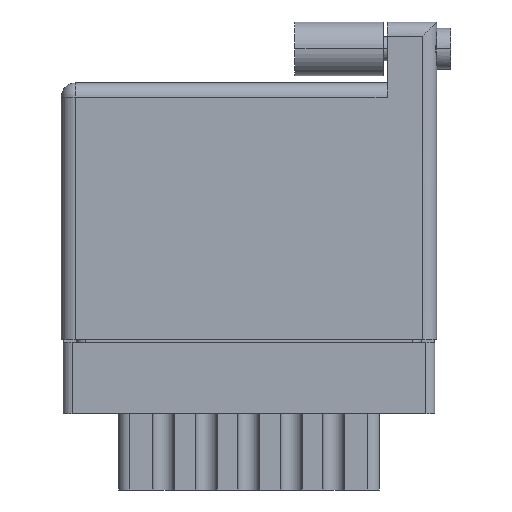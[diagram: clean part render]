
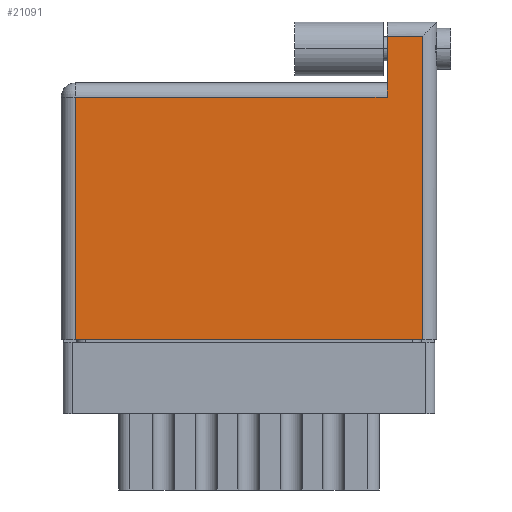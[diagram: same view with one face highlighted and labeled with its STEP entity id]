
A CAD part, front view. The second image highlights one B-rep face of the part: STEP entity #21091.
In plain terms, the highlighted face is planar.
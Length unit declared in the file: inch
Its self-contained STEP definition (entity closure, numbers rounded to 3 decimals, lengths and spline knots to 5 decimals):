
#372 = FACE_OUTER_BOUND ( 'NONE', #3003, .T. ) ;
#843 = LINE ( 'NONE', #6976, #19032 ) ;
#1350 = LINE ( 'NONE', #7023, #7391 ) ;
#1746 = PLANE ( 'NONE',  #21495 ) ;
#2366 = VERTEX_POINT ( 'NONE', #9681 ) ;
#2791 = VERTEX_POINT ( 'NONE', #10968 ) ;
#2910 = VERTEX_POINT ( 'NONE', #6091 ) ;
#3003 = EDGE_LOOP ( 'NONE', ( #3730, #19559, #9377, #5826, #10552, #13573 ) ) ;
#3262 = CARTESIAN_POINT ( 'NONE',  ( 0., 0.856, 0. ) ) ;
#3287 = CARTESIAN_POINT ( 'NONE',  ( 0., 0.906, 0. ) ) ;
#3730 = ORIENTED_EDGE ( 'NONE', *, *, #4856, .T. ) ;
#3941 = EDGE_CURVE ( 'NONE', #14286, #2910, #7937, .T. ) ;
#4161 = VECTOR ( 'NONE', #4813, 39.37008 ) ;
#4813 = DIRECTION ( 'NONE',  ( 0., 1., 0. ) ) ;
#4856 = EDGE_CURVE ( 'NONE', #2791, #14328, #21139, .T. ) ;
#5083 = CARTESIAN_POINT ( 'NONE',  ( 0.05, 0., 0. ) ) ;
#5826 = ORIENTED_EDGE ( 'NONE', *, *, #14534, .T. ) ;
#6091 = CARTESIAN_POINT ( 'NONE',  ( 0.05, 0.856, 0. ) ) ;
#6976 = CARTESIAN_POINT ( 'NONE',  ( 1.15, 1.12, 0. ) ) ;
#7023 = CARTESIAN_POINT ( 'NONE',  ( 0., 1.07, 0. ) ) ;
#7391 = VECTOR ( 'NONE', #10349, 39.37008 ) ;
#7937 = LINE ( 'NONE', #3262, #11785 ) ;
#8560 = DIRECTION ( 'NONE',  ( 1., 0., 0. ) ) ;
#9377 = ORIENTED_EDGE ( 'NONE', *, *, #15363, .T. ) ;
#9675 = VERTEX_POINT ( 'NONE', #14990 ) ;
#9681 = CARTESIAN_POINT ( 'NONE',  ( 1.275, 1.07, 0. ) ) ;
#10349 = DIRECTION ( 'NONE',  ( -1., 0., 0. ) ) ;
#10535 = DIRECTION ( 'NONE',  ( 0., -1., 0. ) ) ;
#10552 = ORIENTED_EDGE ( 'NONE', *, *, #3941, .T. ) ;
#10968 = CARTESIAN_POINT ( 'NONE',  ( 0.05, 0., 0. ) ) ;
#11785 = VECTOR ( 'NONE', #20719, 39.37008 ) ;
#13413 = CARTESIAN_POINT ( 'NONE',  ( 1.275, 1.12, 0. ) ) ;
#13444 = CARTESIAN_POINT ( 'NONE',  ( 1.15, 0.856, 0. ) ) ;
#13573 = ORIENTED_EDGE ( 'NONE', *, *, #18659, .T. ) ;
#13911 = DIRECTION ( 'NONE',  ( 0., -1., 0. ) ) ;
#14286 = VERTEX_POINT ( 'NONE', #13444 ) ;
#14287 = VECTOR ( 'NONE', #13911, 39.37008 ) ;
#14328 = VERTEX_POINT ( 'NONE', #22286 ) ;
#14534 = EDGE_CURVE ( 'NONE', #9675, #14286, #843, .T. ) ;
#14990 = CARTESIAN_POINT ( 'NONE',  ( 1.15, 1.07, 0. ) ) ;
#15363 = EDGE_CURVE ( 'NONE', #2366, #9675, #1350, .T. ) ;
#15593 = DIRECTION ( 'NONE',  ( -1., 0., 0. ) ) ;
#16887 = EDGE_CURVE ( 'NONE', #14328, #2366, #17115, .T. ) ;
#17115 = LINE ( 'NONE', #13413, #4161 ) ;
#18659 = EDGE_CURVE ( 'NONE', #2910, #2791, #19246, .T. ) ;
#19032 = VECTOR ( 'NONE', #10535, 39.37008 ) ;
#19094 = CARTESIAN_POINT ( 'NONE',  ( 0., 0., 0. ) ) ;
#19246 = LINE ( 'NONE', #5083, #14287 ) ;
#19559 = ORIENTED_EDGE ( 'NONE', *, *, #16887, .T. ) ;
#19783 = VECTOR ( 'NONE', #8560, 39.37008 ) ;
#20719 = DIRECTION ( 'NONE',  ( -1., 0., 0. ) ) ;
#20821 = DIRECTION ( 'NONE',  ( 0., 0., -1. ) ) ;
#21091 = ADVANCED_FACE ( 'NONE', ( #372 ), #1746, .F. ) ;
#21139 = LINE ( 'NONE', #19094, #19783 ) ;
#21495 = AXIS2_PLACEMENT_3D ( 'NONE', #3287, #20821, #15593 ) ;
#22286 = CARTESIAN_POINT ( 'NONE',  ( 1.275, 0., 0. ) ) ;
